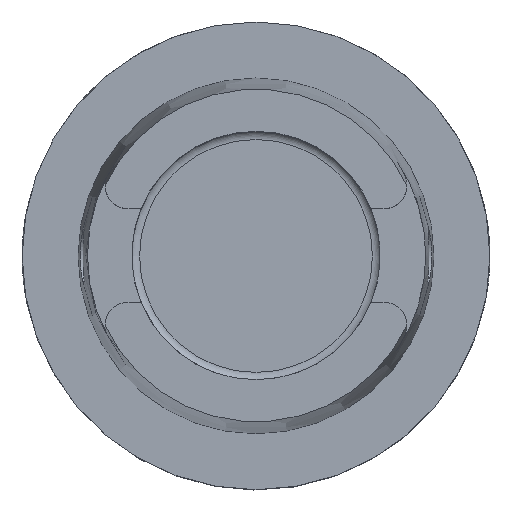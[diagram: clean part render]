
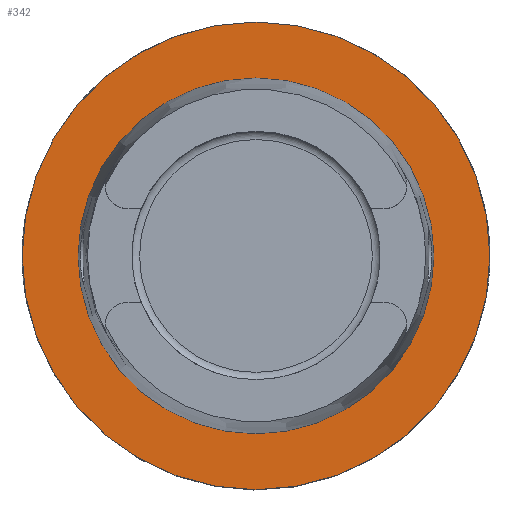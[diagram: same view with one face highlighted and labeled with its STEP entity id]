
A CAD part, top view. The second image highlights one B-rep face of the part: STEP entity #342.
In plain terms, the highlighted planar face has unit normal (0, 0, 1).
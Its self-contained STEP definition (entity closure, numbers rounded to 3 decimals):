
#241=PLANE('',#1438);
#342=ADVANCED_FACE('',(#451,#452),#241,.F.);
#451=FACE_BOUND('',#534,.T.);
#452=FACE_BOUND('',#535,.T.);
#534=EDGE_LOOP('',(#727));
#535=EDGE_LOOP('',(#728));
#727=ORIENTED_EDGE('',*,*,#1156,.F.);
#728=ORIENTED_EDGE('',*,*,#1155,.T.);
#1010=VERTEX_POINT('',#2220);
#1011=VERTEX_POINT('',#2223);
#1155=EDGE_CURVE('',#1010,#1010,#1301,.T.);
#1156=EDGE_CURVE('',#1011,#1011,#1302,.T.);
#1301=CIRCLE('',#1435,38.008);
#1302=CIRCLE('',#1437,49.965);
#1435=AXIS2_PLACEMENT_3D('',#2219,#1674,#1675);
#1437=AXIS2_PLACEMENT_3D('',#2222,#1678,#1679);
#1438=AXIS2_PLACEMENT_3D('',#2224,#1680,#1681);
#1674=DIRECTION('',(0.,0.,-1.));
#1675=DIRECTION('',(1.,0.,0.));
#1678=DIRECTION('',(0.,0.,-1.));
#1679=DIRECTION('',(1.,0.,0.));
#1680=DIRECTION('',(0.,0.,-1.));
#1681=DIRECTION('',(1.,0.,0.));
#2219=CARTESIAN_POINT('',(0.,0.,0.));
#2220=CARTESIAN_POINT('',(38.008,0.,0.));
#2222=CARTESIAN_POINT('',(0.,0.,0.));
#2223=CARTESIAN_POINT('',(49.965,0.,0.));
#2224=CARTESIAN_POINT('',(0.,-39.062,0.));
